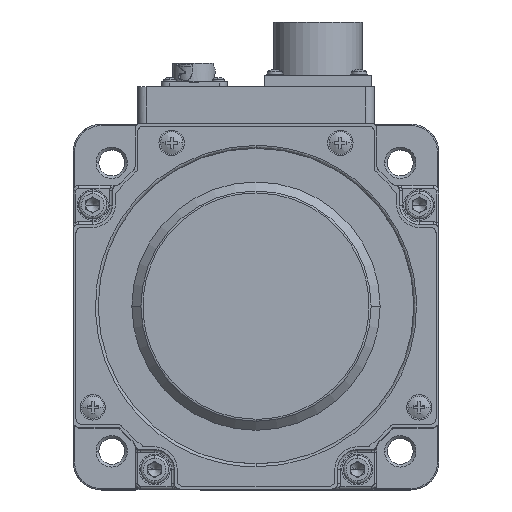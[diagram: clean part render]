
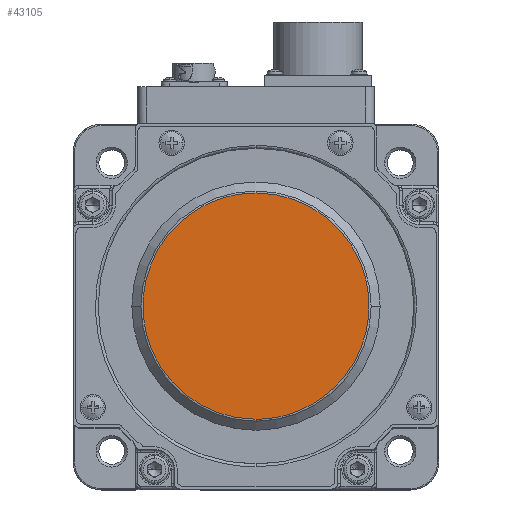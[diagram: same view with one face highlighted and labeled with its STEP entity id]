
A CAD part, top view. The second image highlights one B-rep face of the part: STEP entity #43105.
In plain terms, the highlighted planar face has unit normal (0, 0, 1).
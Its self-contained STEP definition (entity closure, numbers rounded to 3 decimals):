
#13120 = ORIENTED_EDGE ( 'NONE', *, *, #48781, .F. ) ;
#16536 = DIRECTION ( 'NONE',  ( -1., 0., 0. ) ) ;
#19166 = CARTESIAN_POINT ( 'NONE',  ( 121.958, 0.652, 278.079 ) ) ;
#20257 = EDGE_CURVE ( 'NONE', #38848, #40837, #51101, .T. ) ;
#28090 = CARTESIAN_POINT ( 'NONE',  ( 121.958, 81.066, 278.079 ) ) ;
#28482 = CARTESIAN_POINT ( 'NONE',  ( 121.958, 0.652, 278.079 ) ) ;
#28546 = CARTESIAN_POINT ( 'NONE',  ( 121.958, 81.066, 278.079 ) ) ;
#28673 = CARTESIAN_POINT ( 'NONE',  ( 202.372, 0.652, 278.079 ) ) ;
#29178 = CARTESIAN_POINT ( 'NONE',  ( 202.372, 81.066, 278.079 ) ) ;
#30150 =( BOUNDED_CURVE ( )  B_SPLINE_CURVE ( 3, ( #19166, #45241, #53637, #28090 ),
 .UNSPECIFIED., .F., .T. ) 
 B_SPLINE_CURVE_WITH_KNOTS ( ( 4, 4 ),
 ( 0., 1. ),
 .UNSPECIFIED. ) 
 CURVE ( )  GEOMETRIC_REPRESENTATION_ITEM ( )  RATIONAL_B_SPLINE_CURVE ( ( 1., 0.333, 0.333, 1. ) ) 
 REPRESENTATION_ITEM ( '' )  );
#37937 = AXIS2_PLACEMENT_3D ( 'NONE', #55119, #42717, #16536 ) ;
#38848 = VERTEX_POINT ( 'NONE', #45404 ) ;
#40837 = VERTEX_POINT ( 'NONE', #41342 ) ;
#41342 = CARTESIAN_POINT ( 'NONE',  ( 121.958, 0.652, 278.079 ) ) ;
#42717 = DIRECTION ( 'NONE',  ( 0., 0., -1. ) ) ;
#43105 = ADVANCED_FACE ( 'NONE', ( #44021 ), #46773, .F. ) ;
#44021 = FACE_OUTER_BOUND ( 'NONE', #50458, .T. ) ;
#45241 = CARTESIAN_POINT ( 'NONE',  ( 41.544, 0.652, 278.079 ) ) ;
#45404 = CARTESIAN_POINT ( 'NONE',  ( 121.958, 81.066, 278.079 ) ) ;
#46773 = PLANE ( 'NONE',  #37937 ) ;
#48113 = ORIENTED_EDGE ( 'NONE', *, *, #20257, .F. ) ;
#48781 = EDGE_CURVE ( 'NONE', #40837, #38848, #30150, .T. ) ;
#50458 = EDGE_LOOP ( 'NONE', ( #13120, #48113 ) ) ;
#51101 =( BOUNDED_CURVE ( )  B_SPLINE_CURVE ( 3, ( #28546, #29178, #28673, #28482 ),
 .UNSPECIFIED., .F., .F. ) 
 B_SPLINE_CURVE_WITH_KNOTS ( ( 4, 4 ),
 ( 0., 1. ),
 .UNSPECIFIED. ) 
 CURVE ( )  GEOMETRIC_REPRESENTATION_ITEM ( )  RATIONAL_B_SPLINE_CURVE ( ( 1., 0.333, 0.333, 1. ) ) 
 REPRESENTATION_ITEM ( '' )  );
#53637 = CARTESIAN_POINT ( 'NONE',  ( 41.544, 81.066, 278.079 ) ) ;
#55119 = CARTESIAN_POINT ( 'NONE',  ( 121.958, 40.859, 278.079 ) ) ;
